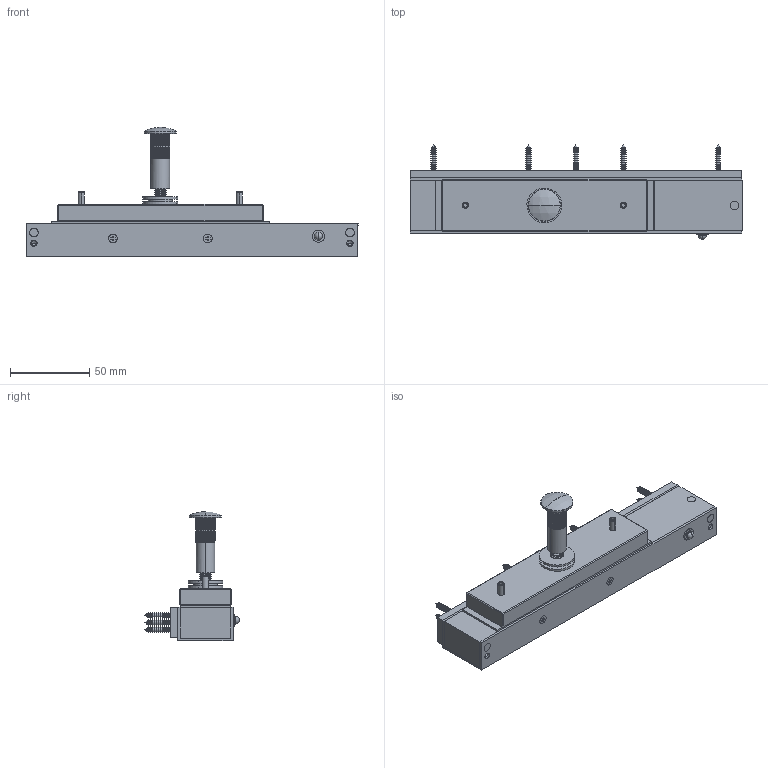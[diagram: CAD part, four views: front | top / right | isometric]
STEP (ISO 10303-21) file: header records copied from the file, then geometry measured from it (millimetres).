
FILE_DESCRIPTION (( 'STEP AP214' ), '1' );
FILE_NAME ('EF150CTC.step', '2021-07-29T14:09:21', ( '' ), ( '' ), 'SwSTEP 2.0', 'SolidWorks 2020', '' );
FILE_SCHEMA (( 'AUTOMOTIVE_DESIGN' ));
Length unit declared in the file: millimetre
Products named in the file (18): Tapping screw DIN 7982-ST3.5x19-C-H-S-9; Tapping screw DIN 7982-ST3.5x19-C-H-S-5; FP0099-WASHER M8-1; Tapping screw DIN 7982-ST3.5x19-C-H-S-7; FP0098-MUSHROOM NUT-1; EF150CTC; FP0099-WASHER M8-2; Tapping screw DIN 7982-ST3.5x19-C-H-S-6; Tapping screw DIN 7982-ST3.5x19-C-H-S-2; Tapping screw DIN 7982-ST3.5x19-C-H-S-4; Group2; FP0100-JOINT M8-1; Group1; Tapping screw DIN 7982-ST3.5x19-C-H-S-1; Tapping screw DIN 7982-ST3.5x19-C-H-S-8; MP0334-TOP BRACKET-1; Tapping screw DIN 7982-ST3.5x19-C-H-S-3; FP0097-SCREW LOW PROFILE HEAD M8 x35-1
Assembly tree (17 placements, depth 2):
  EF150CTC
    Group1
    Group2
    MP0334-TOP BRACKET-1
    Tapping screw DIN 7982-ST3.5x19-C-H-S-3
    Tapping screw DIN 7982-ST3.5x19-C-H-S-4
    Tapping screw DIN 7982-ST3.5x19-C-H-S-7
    Tapping screw DIN 7982-ST3.5x19-C-H-S-8
    Tapping screw DIN 7982-ST3.5x19-C-H-S-2
    Tapping screw DIN 7982-ST3.5x19-C-H-S-6
    Tapping screw DIN 7982-ST3.5x19-C-H-S-1
    Tapping screw DIN 7982-ST3.5x19-C-H-S-5
    Tapping screw DIN 7982-ST3.5x19-C-H-S-9
    FP0099-WASHER M8-2
    FP0098-MUSHROOM NUT-1
    FP0097-SCREW LOW PROFILE HEAD M8 x35-1
    FP0099-WASHER M8-1
    FP0100-JOINT M8-1
Bounding box: 210.1 x 59.84 x 81.82 mm (x, y, z)
Volume: 195267.3 mm3; surface area: 78851.8 mm2
Topology: 17 solids, 17 shells, 1977 faces, 5299 edges, 3189 vertices
Faces by surface type: cone 888, cylinder 731, plane 294, torus 60, sphere 4
Entity records: 68231 total; most frequent: CARTESIAN_POINT 12055, DIRECTION 11221, ORIENTED_EDGE 10542, EDGE_CURVE 5271, AXIS2_PLACEMENT_3D 4415, VERTEX_POINT 3189, CIRCLE 2418, VECTOR 2391
